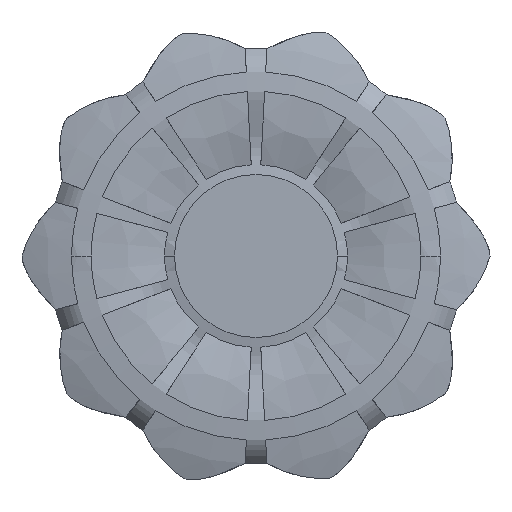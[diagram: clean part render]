
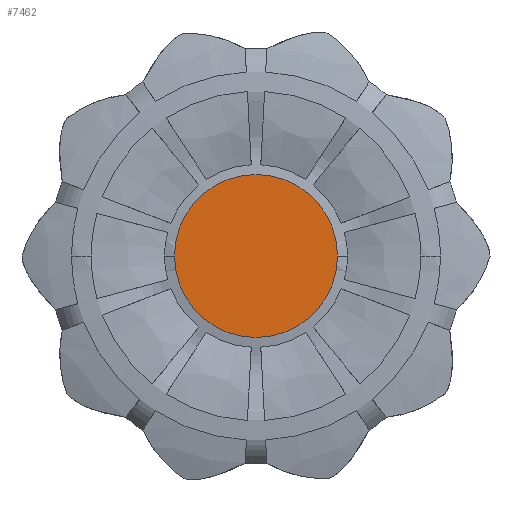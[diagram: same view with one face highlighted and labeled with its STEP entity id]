
A CAD part, front view. The second image highlights one B-rep face of the part: STEP entity #7462.
In plain terms, the highlighted planar face has unit normal (0, -1, 0).
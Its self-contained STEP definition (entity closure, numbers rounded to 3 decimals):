
#95 = EDGE_CURVE ( 'NONE', #7359, #8184, #2497, .T. ) ;
#775 = CARTESIAN_POINT ( 'NONE',  ( 0., 21.279, 0. ) ) ;
#825 = EDGE_CURVE ( 'NONE', #8184, #7359, #7414, .T. ) ;
#2232 = CARTESIAN_POINT ( 'NONE',  ( 0., 21.279, 0. ) ) ;
#2388 = EDGE_LOOP ( 'NONE', ( #6106, #7469 ) ) ;
#2497 = CIRCLE ( 'NONE', #6314, 0.02 ) ;
#2618 = AXIS2_PLACEMENT_3D ( 'NONE', #2232, #8075, #4472 ) ;
#4472 = DIRECTION ( 'NONE',  ( 0., 0., -1. ) ) ;
#6106 = ORIENTED_EDGE ( 'NONE', *, *, #825, .F. ) ;
#6314 = AXIS2_PLACEMENT_3D ( 'NONE', #775, #8829, #8114 ) ;
#6784 = CARTESIAN_POINT ( 'NONE',  ( -0.02, 21.279, 0. ) ) ;
#7226 = CARTESIAN_POINT ( 'NONE',  ( 0., 21.279, 0. ) ) ;
#7323 = CARTESIAN_POINT ( 'NONE',  ( 0.02, 21.279, 0. ) ) ;
#7359 = VERTEX_POINT ( 'NONE', #6784 ) ;
#7414 = CIRCLE ( 'NONE', #7565, 0.02 ) ;
#7462 = ADVANCED_FACE ( 'NONE', ( #8792 ), #8122, .T. ) ;
#7469 = ORIENTED_EDGE ( 'NONE', *, *, #95, .F. ) ;
#7565 = AXIS2_PLACEMENT_3D ( 'NONE', #7226, #7990, #7899 ) ;
#7899 = DIRECTION ( 'NONE',  ( -1., 0., 0. ) ) ;
#7990 = DIRECTION ( 'NONE',  ( 0., 1., 0. ) ) ;
#8075 = DIRECTION ( 'NONE',  ( 0., -1., 0. ) ) ;
#8114 = DIRECTION ( 'NONE',  ( -1., 0., 0. ) ) ;
#8122 = PLANE ( 'NONE',  #2618 ) ;
#8184 = VERTEX_POINT ( 'NONE', #7323 ) ;
#8792 = FACE_OUTER_BOUND ( 'NONE', #2388, .T. ) ;
#8829 = DIRECTION ( 'NONE',  ( 0., 1., 0. ) ) ;
